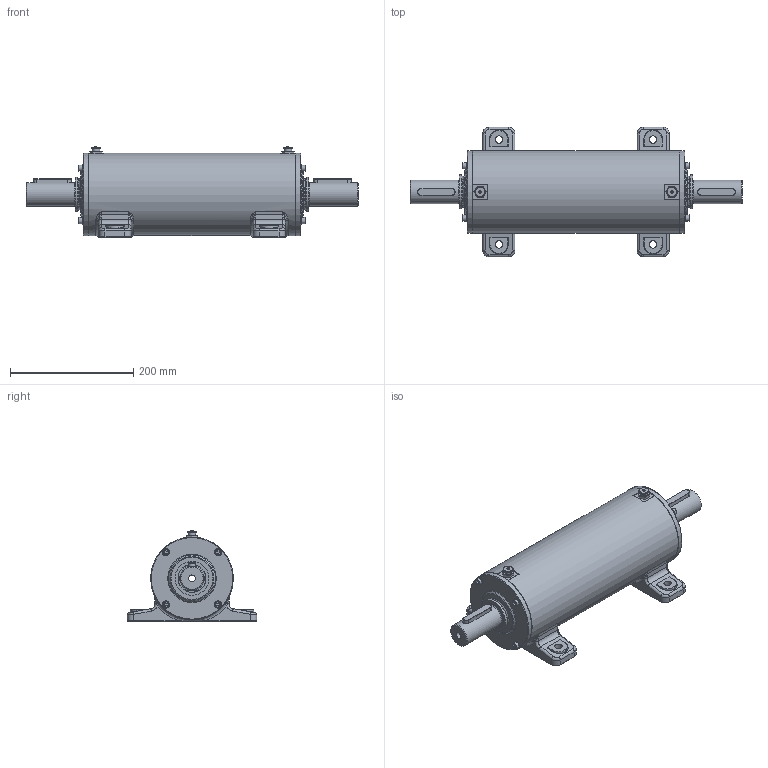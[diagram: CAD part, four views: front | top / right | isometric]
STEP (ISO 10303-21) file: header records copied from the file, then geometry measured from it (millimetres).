
FILE_DESCRIPTION(('FreeCAD Model'),'2;1');
FILE_NAME('Open CASCADE Shape Model','2025-04-17T12:06:43',('FreeCAD'),( 'FreeCAD'),'Open CASCADE STEP processor 7.6','FreeCAD','Unknown');
FILE_SCHEMA(('AUTOMOTIVE_DESIGN { 1 0 10303 214 1 1 1 1 }'));
Length unit declared in the file: millimetre
Products named in the file (1): Open CASCADE STEP translator 7.6 1
Bounding box: 538 x 210 x 147.66 mm (x, y, z)
Volume: 3765583.8 mm3; surface area: 637278.2 mm2
Topology: 52 solids, 52 shells, 731 faces, 1571 edges, 952 vertices
Faces by surface type: plane 234, revolution 179, cylinder 110, bspline 76, torus 62, cone 52, sphere 18
Full cylindrical faces by diameter (mm): 4 x2, 6 x8, 9 x2, 10 x10, 12 x2, 16 x2, 38 x2, 45 x2, 54 x1, 55 x2, 58 x2, 62.2 x6, 100 x6, 134 x3
Entity records: 22369 total; most frequent: CARTESIAN_POINT 7119, DIRECTION 3062, ORIENTED_EDGE 3030, EDGE_CURVE 1515, AXIS2_PLACEMENT_3D 1189, VERTEX_POINT 936, FACE_BOUND 841, EDGE_LOOP 825
